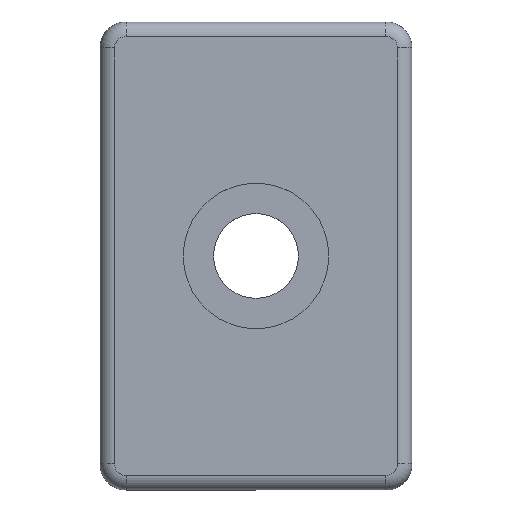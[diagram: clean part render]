
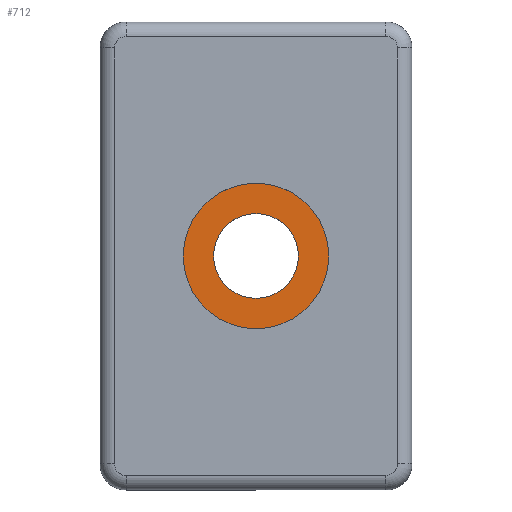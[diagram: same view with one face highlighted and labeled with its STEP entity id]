
A CAD part, top view. The second image highlights one B-rep face of the part: STEP entity #712.
In plain terms, the highlighted planar face has unit normal (0, 0, 1).
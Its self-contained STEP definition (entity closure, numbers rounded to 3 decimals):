
#41 = AXIS2_PLACEMENT_3D ( 'NONE', #1415, #1422, #1924 ) ;
#61 = CARTESIAN_POINT ( 'NONE',  ( 0., 0., 3.5 ) ) ;
#154 = EDGE_CURVE ( 'NONE', #737, #1641, #625, .T. ) ;
#165 = EDGE_CURVE ( 'NONE', #919, #1620, #1226, .T. ) ;
#176 = EDGE_LOOP ( 'NONE', ( #1692, #865 ) ) ;
#245 = AXIS2_PLACEMENT_3D ( 'NONE', #61, #1776, #907 ) ;
#248 = CIRCLE ( 'NONE', #719, 14. ) ;
#307 = ORIENTED_EDGE ( 'NONE', *, *, #165, .T. ) ;
#418 = DIRECTION ( 'NONE',  ( 0., 0., -1. ) ) ;
#493 = AXIS2_PLACEMENT_3D ( 'NONE', #1952, #598, #613 ) ;
#598 = DIRECTION ( 'NONE',  ( 0., 0., 1. ) ) ;
#604 = ORIENTED_EDGE ( 'NONE', *, *, #1143, .T. ) ;
#613 = DIRECTION ( 'NONE',  ( 1., 0., 0. ) ) ;
#625 = CIRCLE ( 'NONE', #41, 8.15 ) ;
#648 = FACE_OUTER_BOUND ( 'NONE', #1569, .T. ) ;
#712 = ADVANCED_FACE ( 'NONE', ( #1561, #648 ), #1131, .T. ) ;
#719 = AXIS2_PLACEMENT_3D ( 'NONE', #2097, #928, #1762 ) ;
#737 = VERTEX_POINT ( 'NONE', #952 ) ;
#745 = CARTESIAN_POINT ( 'NONE',  ( 0., 0., 3.5 ) ) ;
#760 = DIRECTION ( 'NONE',  ( -1., 0., 0. ) ) ;
#865 = ORIENTED_EDGE ( 'NONE', *, *, #1220, .T. ) ;
#873 = CARTESIAN_POINT ( 'NONE',  ( -14., 0., 3.5 ) ) ;
#907 = DIRECTION ( 'NONE',  ( -1., 0., 0. ) ) ;
#919 = VERTEX_POINT ( 'NONE', #1187 ) ;
#928 = DIRECTION ( 'NONE',  ( 0., 0., 1. ) ) ;
#952 = CARTESIAN_POINT ( 'NONE',  ( -8.15, 0., 3.5 ) ) ;
#1131 = PLANE ( 'NONE',  #493 ) ;
#1143 = EDGE_CURVE ( 'NONE', #1620, #919, #248, .T. ) ;
#1187 = CARTESIAN_POINT ( 'NONE',  ( 14., 0., 3.5 ) ) ;
#1220 = EDGE_CURVE ( 'NONE', #1641, #737, #1581, .T. ) ;
#1226 = CIRCLE ( 'NONE', #245, 14. ) ;
#1415 = CARTESIAN_POINT ( 'NONE',  ( 0., 0., 3.5 ) ) ;
#1422 = DIRECTION ( 'NONE',  ( 0., 0., -1. ) ) ;
#1561 = FACE_BOUND ( 'NONE', #176, .T. ) ;
#1569 = EDGE_LOOP ( 'NONE', ( #604, #307 ) ) ;
#1581 = CIRCLE ( 'NONE', #1754, 8.15 ) ;
#1620 = VERTEX_POINT ( 'NONE', #873 ) ;
#1641 = VERTEX_POINT ( 'NONE', #1738 ) ;
#1692 = ORIENTED_EDGE ( 'NONE', *, *, #154, .T. ) ;
#1738 = CARTESIAN_POINT ( 'NONE',  ( 8.15, 0., 3.5 ) ) ;
#1754 = AXIS2_PLACEMENT_3D ( 'NONE', #745, #418, #760 ) ;
#1762 = DIRECTION ( 'NONE',  ( -1., 0., 0. ) ) ;
#1776 = DIRECTION ( 'NONE',  ( 0., 0., 1. ) ) ;
#1924 = DIRECTION ( 'NONE',  ( -1., 0., 0. ) ) ;
#1952 = CARTESIAN_POINT ( 'NONE',  ( 0., 0., 3.5 ) ) ;
#2097 = CARTESIAN_POINT ( 'NONE',  ( 0., 0., 3.5 ) ) ;
